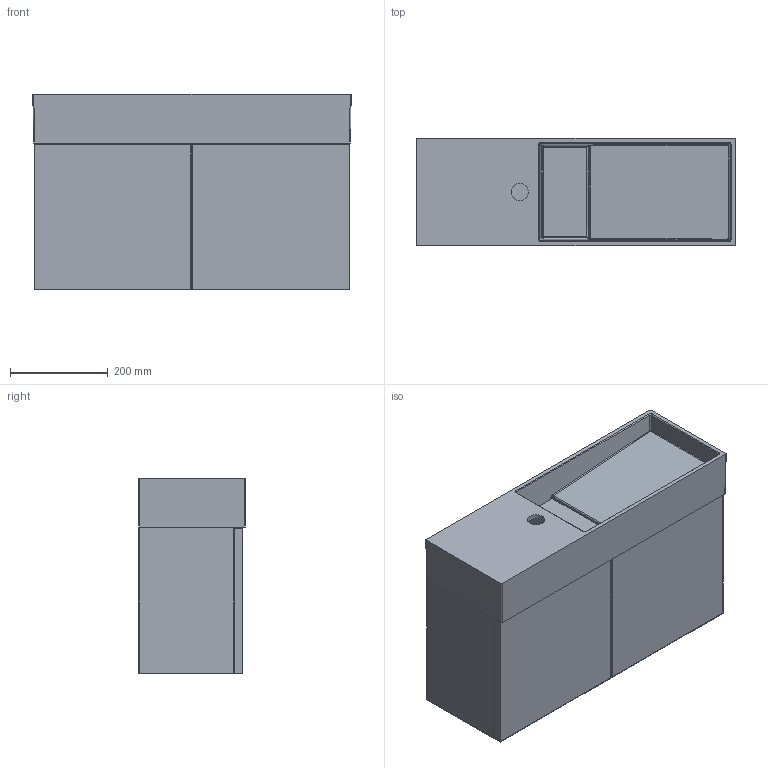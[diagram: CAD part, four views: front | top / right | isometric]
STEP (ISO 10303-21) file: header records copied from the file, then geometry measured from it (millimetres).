
FILE_DESCRIPTION(/* description */ (''),/* implementation_level */ '2;1');
FILE_NAME(/* name */ 'Toni 650+тумба.stp',/* time_stamp */ '2025-07-31T11:39:36+03:00',/* author */ ('ya'),/* organization */ (''),/* preprocessor_version */ 'ST-DEVELOPER v18.1',/* originating_system */ 'Autodesk Inventor 2022',/* authorisation */ '');
FILE_SCHEMA (('AUTOMOTIVE_DESIGN { 1 0 10303 214 3 1 1 }'));
Length unit declared in the file: millimetre
Products named in the file (3): Сборка6; Toni 650; toni 650n
Assembly tree (2 placements, depth 2):
  Сборка6
    Toni 650
    toni 650n
Bounding box: 650 x 220 x 400 mm (x, y, z)
Volume: 11849778.3 mm3; surface area: 1993671.3 mm2
Topology: 17 solids, 17 shells, 245 faces, 568 edges, 351 vertices
Faces by surface type: plane 150, bspline 42, cylinder 40, cone 6, sphere 4, torus 3
Full cylindrical faces by diameter (mm): 35 x1, 45 x1
Entity records: 24002 total; most frequent: CARTESIAN_POINT 18620, ORIENTED_EDGE 1132, DIRECTION 980, EDGE_CURVE 566, LINE 384, VECTOR 384, VERTEX_POINT 351, AXIS2_PLACEMENT_3D 298
